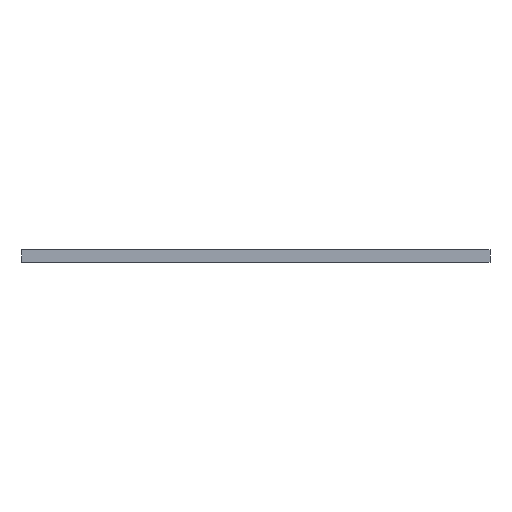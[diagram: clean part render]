
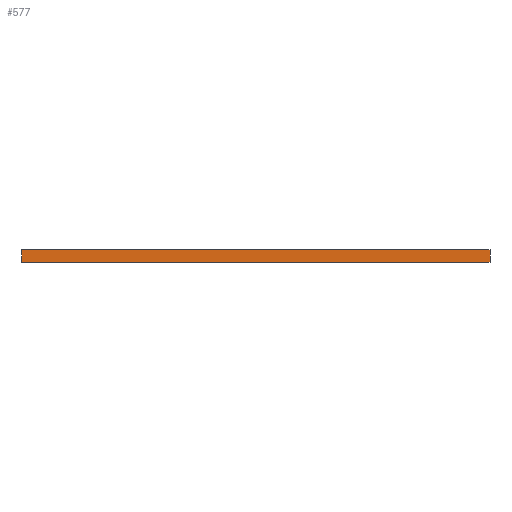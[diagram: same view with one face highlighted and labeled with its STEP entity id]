
A CAD part, left-side view. The second image highlights one B-rep face of the part: STEP entity #577.
In plain terms, the highlighted planar face has unit normal (-1, 0, 0).
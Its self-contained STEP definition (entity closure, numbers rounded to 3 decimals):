
#14 = DIRECTION ( 'NONE',  ( 0., 1., 0. ) ) ;
#44 = EDGE_CURVE ( 'NONE', #688, #378, #893, .T. ) ;
#109 = EDGE_LOOP ( 'NONE', ( #191, #399, #177, #808 ) ) ;
#111 = EDGE_CURVE ( 'NONE', #400, #188, #619, .T. ) ;
#155 = VECTOR ( 'NONE', #484, 1000. ) ;
#177 = ORIENTED_EDGE ( 'NONE', *, *, #756, .T. ) ;
#188 = VERTEX_POINT ( 'NONE', #434 ) ;
#191 = ORIENTED_EDGE ( 'NONE', *, *, #647, .F. ) ;
#264 = DIRECTION ( 'NONE',  ( -1., 0., 0. ) ) ;
#268 = DIRECTION ( 'NONE',  ( 0., -1., 0. ) ) ;
#269 = CARTESIAN_POINT ( 'NONE',  ( -114.097, 59.69, 3.175 ) ) ;
#272 = LINE ( 'NONE', #699, #491 ) ;
#288 = CARTESIAN_POINT ( 'NONE',  ( -114.097, 59.69, 3.175 ) ) ;
#378 = VERTEX_POINT ( 'NONE', #665 ) ;
#390 = CARTESIAN_POINT ( 'NONE',  ( -114.097, -59.69, 3.175 ) ) ;
#399 = ORIENTED_EDGE ( 'NONE', *, *, #111, .F. ) ;
#400 = VERTEX_POINT ( 'NONE', #390 ) ;
#414 = DIRECTION ( 'NONE',  ( 0., 0., -1. ) ) ;
#434 = CARTESIAN_POINT ( 'NONE',  ( -114.097, -59.69, 0. ) ) ;
#474 = VECTOR ( 'NONE', #14, 1000. ) ;
#483 = CARTESIAN_POINT ( 'NONE',  ( -114.097, 0., 3.175 ) ) ;
#484 = DIRECTION ( 'NONE',  ( 0., 0., -1. ) ) ;
#491 = VECTOR ( 'NONE', #826, 1000. ) ;
#549 = LINE ( 'NONE', #760, #474 ) ;
#577 = ADVANCED_FACE ( 'NONE', ( #679 ), #902, .T. ) ;
#596 = AXIS2_PLACEMENT_3D ( 'NONE', #483, #264, #268 ) ;
#619 = LINE ( 'NONE', #767, #783 ) ;
#647 = EDGE_CURVE ( 'NONE', #188, #378, #272, .T. ) ;
#665 = CARTESIAN_POINT ( 'NONE',  ( -114.097, 59.69, 0. ) ) ;
#679 = FACE_OUTER_BOUND ( 'NONE', #109, .T. ) ;
#688 = VERTEX_POINT ( 'NONE', #288 ) ;
#699 = CARTESIAN_POINT ( 'NONE',  ( -114.097, 0., 0. ) ) ;
#756 = EDGE_CURVE ( 'NONE', #400, #688, #549, .T. ) ;
#760 = CARTESIAN_POINT ( 'NONE',  ( -114.097, 0., 3.175 ) ) ;
#767 = CARTESIAN_POINT ( 'NONE',  ( -114.097, -59.69, 3.175 ) ) ;
#783 = VECTOR ( 'NONE', #414, 1000. ) ;
#808 = ORIENTED_EDGE ( 'NONE', *, *, #44, .T. ) ;
#826 = DIRECTION ( 'NONE',  ( 0., 1., 0. ) ) ;
#893 = LINE ( 'NONE', #269, #155 ) ;
#902 = PLANE ( 'NONE',  #596 ) ;
